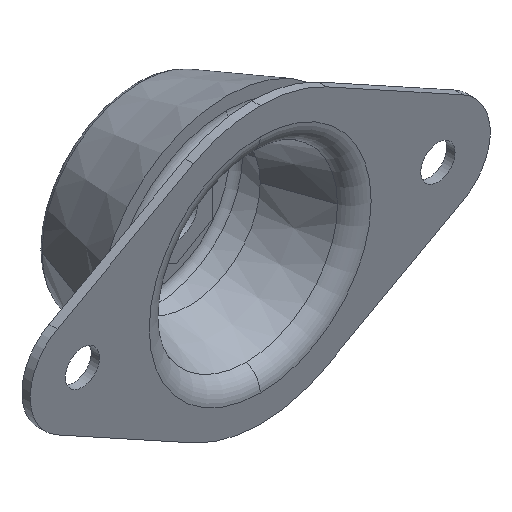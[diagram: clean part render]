
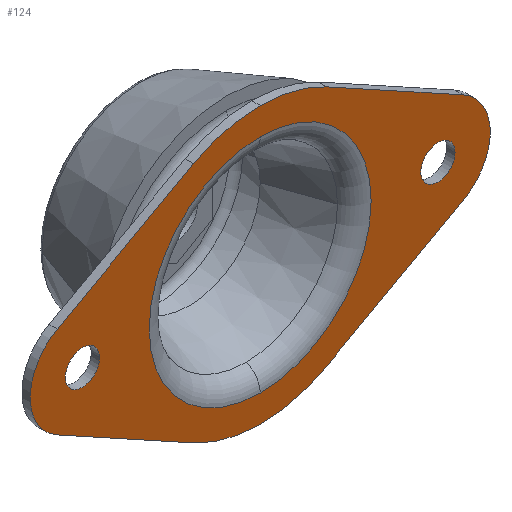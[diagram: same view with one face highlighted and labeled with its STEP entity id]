
A CAD part, isometric view. The second image highlights one B-rep face of the part: STEP entity #124.
In plain terms, the highlighted planar face has unit normal (0, -1, 0).
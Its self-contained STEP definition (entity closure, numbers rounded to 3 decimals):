
#124=ADVANCED_FACE('',(#234,#235,#236,#237),#238,.T.);
#234=FACE_OUTER_BOUND('',#351,.T.);
#235=FACE_BOUND('',#352,.T.);
#236=FACE_BOUND('',#353,.T.);
#237=FACE_BOUND('',#354,.T.);
#238=PLANE('',#355);
#351=EDGE_LOOP('',(#738,#739,#740,#741,#742,#743,#744,#745,#746,#747));
#352=EDGE_LOOP('',(#748,#749));
#353=EDGE_LOOP('',(#750,#751));
#354=EDGE_LOOP('',(#752,#753));
#355=AXIS2_PLACEMENT_3D('',#754,#755,#756);
#738=ORIENTED_EDGE('',*,*,#886,.T.);
#739=ORIENTED_EDGE('',*,*,#898,.T.);
#740=ORIENTED_EDGE('',*,*,#896,.T.);
#741=ORIENTED_EDGE('',*,*,#823,.T.);
#742=ORIENTED_EDGE('',*,*,#895,.T.);
#743=ORIENTED_EDGE('',*,*,#893,.T.);
#744=ORIENTED_EDGE('',*,*,#891,.T.);
#745=ORIENTED_EDGE('',*,*,#889,.T.);
#746=ORIENTED_EDGE('',*,*,#827,.T.);
#747=ORIENTED_EDGE('',*,*,#888,.T.);
#748=ORIENTED_EDGE('',*,*,#883,.T.);
#749=ORIENTED_EDGE('',*,*,#833,.T.);
#750=ORIENTED_EDGE('',*,*,#831,.T.);
#751=ORIENTED_EDGE('',*,*,#884,.T.);
#752=ORIENTED_EDGE('',*,*,#906,.T.);
#753=ORIENTED_EDGE('',*,*,#799,.T.);
#754=CARTESIAN_POINT('',(68.269,0.0,0.));
#755=DIRECTION('',(0.0,-1.0,0.0));
#756=DIRECTION('',(0.0,0.0,-1.0));
#799=EDGE_CURVE('',#937,#943,#945,.T.);
#823=EDGE_CURVE('',#982,#986,#988,.T.);
#827=EDGE_CURVE('',#990,#994,#996,.T.);
#831=EDGE_CURVE('',#998,#1002,#1004,.T.);
#833=EDGE_CURVE('',#1008,#1005,#1009,.T.);
#883=EDGE_CURVE('',#1005,#1008,#1088,.T.);
#884=EDGE_CURVE('',#1002,#998,#1089,.T.);
#886=EDGE_CURVE('',#1092,#1090,#1093,.T.);
#888=EDGE_CURVE('',#994,#1092,#1095,.T.);
#889=EDGE_CURVE('',#1096,#990,#1097,.T.);
#891=EDGE_CURVE('',#1099,#1096,#1100,.T.);
#893=EDGE_CURVE('',#1102,#1099,#1103,.T.);
#895=EDGE_CURVE('',#986,#1102,#1105,.T.);
#896=EDGE_CURVE('',#1106,#982,#1107,.T.);
#898=EDGE_CURVE('',#1090,#1106,#1109,.T.);
#906=EDGE_CURVE('',#943,#937,#1118,.T.);
#937=VERTEX_POINT('',#1151);
#943=VERTEX_POINT('',#1157);
#945=CIRCLE('',#1159,26.538);
#982=VERTEX_POINT('',#1204);
#986=VERTEX_POINT('',#1209);
#988=CIRCLE('',#1212,33.);
#990=VERTEX_POINT('',#1214);
#994=VERTEX_POINT('',#1219);
#996=CIRCLE('',#1222,33.);
#998=VERTEX_POINT('',#1224);
#1002=VERTEX_POINT('',#1229);
#1004=CIRCLE('',#1232,4.1);
#1005=VERTEX_POINT('',#1233);
#1008=VERTEX_POINT('',#1237);
#1009=CIRCLE('',#1238,4.1);
#1088=CIRCLE('',#1346,4.1);
#1089=CIRCLE('',#1347,4.1);
#1090=VERTEX_POINT('',#1348);
#1092=VERTEX_POINT('',#1351);
#1093=CIRCLE('',#1352,12.5);
#1095=LINE('',#1355,#1356);
#1096=VERTEX_POINT('',#1357);
#1097=CIRCLE('',#1358,33.);
#1099=VERTEX_POINT('',#1361);
#1100=LINE('',#1362,#1363);
#1102=VERTEX_POINT('',#1366);
#1103=CIRCLE('',#1367,12.5);
#1105=LINE('',#1370,#1371);
#1106=VERTEX_POINT('',#1372);
#1107=CIRCLE('',#1373,33.);
#1109=LINE('',#1376,#1377);
#1118=CIRCLE('',#1386,26.538);
#1151=CARTESIAN_POINT('',(0.,0.0,26.538));
#1157=CARTESIAN_POINT('',(0.,0.0,-26.538));
#1159=AXIS2_PLACEMENT_3D('',#1442,#1443,#1444);
#1204=CARTESIAN_POINT('',(0.,0.0,-33.0));
#1209=CARTESIAN_POINT('',(15.918,0.0,-28.907));
#1212=AXIS2_PLACEMENT_3D('',#1494,#1495,#1496);
#1214=CARTESIAN_POINT('',(0.,0.0,33.0));
#1219=CARTESIAN_POINT('',(-15.918,0.0,28.907));
#1222=AXIS2_PLACEMENT_3D('',#1502,#1503,#1504);
#1224=CARTESIAN_POINT('',(46.6,0.0,0.));
#1229=CARTESIAN_POINT('',(38.4,0.0,0.));
#1232=AXIS2_PLACEMENT_3D('',#1510,#1511,#1512);
#1233=CARTESIAN_POINT('',(-46.6,0.0,0.));
#1237=CARTESIAN_POINT('',(-38.4,0.0,0.));
#1238=AXIS2_PLACEMENT_3D('',#1514,#1515,#1516);
#1346=AXIS2_PLACEMENT_3D('',#1606,#1607,#1608);
#1347=AXIS2_PLACEMENT_3D('',#1609,#1610,#1611);
#1348=CARTESIAN_POINT('',(-48.529,0.0,-10.95));
#1351=CARTESIAN_POINT('',(-48.529,0.0,10.95));
#1352=AXIS2_PLACEMENT_3D('',#1613,#1614,#1615);
#1355=CARTESIAN_POINT('',(-6.031,0.0,34.351));
#1356=VECTOR('',#1617,1.0);
#1357=CARTESIAN_POINT('',(15.918,0.0,28.907));
#1358=AXIS2_PLACEMENT_3D('',#1618,#1619,#1620);
#1361=CARTESIAN_POINT('',(48.529,0.0,10.95));
#1362=CARTESIAN_POINT('',(42.11,0.0,14.484));
#1363=VECTOR('',#1622,1.0);
#1366=CARTESIAN_POINT('',(48.529,0.0,-10.95));
#1367=AXIS2_PLACEMENT_3D('',#1624,#1625,#1626);
#1370=CARTESIAN_POINT('',(58.416,0.0,-5.506));
#1371=VECTOR('',#1628,1.0);
#1372=CARTESIAN_POINT('',(-15.918,0.0,-28.907));
#1373=AXIS2_PLACEMENT_3D('',#1629,#1630,#1631);
#1376=CARTESIAN_POINT('',(10.275,0.0,-43.33));
#1377=VECTOR('',#1633,1.0);
#1386=AXIS2_PLACEMENT_3D('',#1655,#1656,#1657);
#1442=CARTESIAN_POINT('',(0.0,0.0,0.0));
#1443=DIRECTION('',(0.0,1.0,0.0));
#1444=DIRECTION('',(1.0,0.0,0.));
#1494=CARTESIAN_POINT('',(0.,0.0,0.));
#1495=DIRECTION('',(0.0,-1.0,0.0));
#1496=DIRECTION('',(0.,0.0,-1.0));
#1502=CARTESIAN_POINT('',(0.0,0.0,0.));
#1503=DIRECTION('',(0.0,-1.0,0.0));
#1504=DIRECTION('',(0.0,0.0,1.0));
#1510=CARTESIAN_POINT('',(42.5,0.0,0.0));
#1511=DIRECTION('',(0.0,1.0,0.0));
#1512=DIRECTION('',(1.0,0.0,0.));
#1514=CARTESIAN_POINT('',(-42.5,0.0,0.0));
#1515=DIRECTION('',(0.0,1.0,0.0));
#1516=DIRECTION('',(-1.0,0.0,0.));
#1606=CARTESIAN_POINT('',(-42.5,0.0,0.0));
#1607=DIRECTION('',(0.0,1.0,0.0));
#1608=DIRECTION('',(-1.0,0.0,0.));
#1609=CARTESIAN_POINT('',(42.5,0.0,0.0));
#1610=DIRECTION('',(0.0,1.0,0.0));
#1611=DIRECTION('',(1.0,0.0,0.));
#1613=CARTESIAN_POINT('',(-42.5,0.0,0.));
#1614=DIRECTION('',(0.0,-1.0,0.0));
#1615=DIRECTION('',(-0.482,0.0,-0.876));
#1617=DIRECTION('',(-0.876,0.0,-0.482));
#1618=CARTESIAN_POINT('',(0.0,0.0,0.));
#1619=DIRECTION('',(0.0,-1.0,0.0));
#1620=DIRECTION('',(0.0,0.0,1.0));
#1622=DIRECTION('',(-0.876,0.0,0.482));
#1624=CARTESIAN_POINT('',(42.5,0.0,0.));
#1625=DIRECTION('',(0.0,-1.0,0.0));
#1626=DIRECTION('',(0.482,0.0,0.876));
#1628=DIRECTION('',(0.876,0.0,0.482));
#1629=CARTESIAN_POINT('',(0.,0.0,0.));
#1630=DIRECTION('',(0.0,-1.0,0.0));
#1631=DIRECTION('',(0.,0.0,-1.0));
#1633=DIRECTION('',(0.876,0.0,-0.482));
#1655=CARTESIAN_POINT('',(0.0,0.0,0.0));
#1656=DIRECTION('',(0.0,1.0,0.0));
#1657=DIRECTION('',(1.0,0.0,0.));
